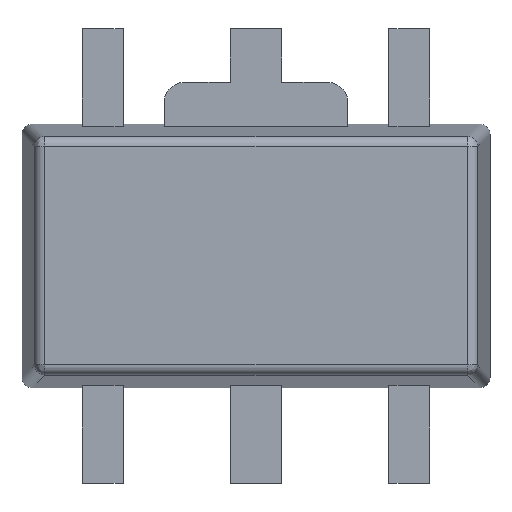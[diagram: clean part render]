
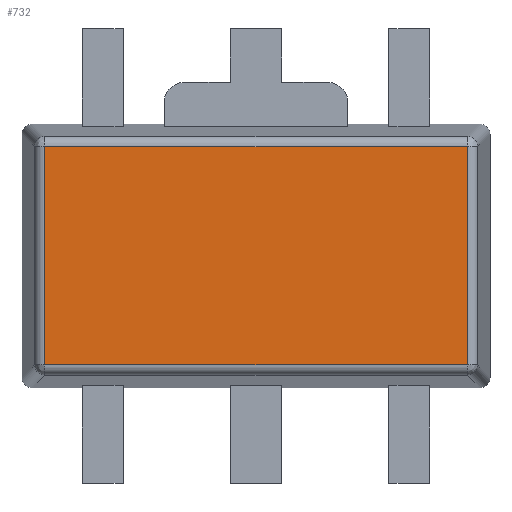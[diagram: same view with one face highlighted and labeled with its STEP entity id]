
A CAD part, top view. The second image highlights one B-rep face of the part: STEP entity #732.
In plain terms, the highlighted planar face has unit normal (0, 0, 1).
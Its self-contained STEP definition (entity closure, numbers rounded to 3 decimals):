
#732=ADVANCED_FACE('',(#1488),#1490,.T.);
#1488=FACE_BOUND('',#1489,.T.);
#1489=EDGE_LOOP('',(#2197,#2198,#2199,#2200));
#1490=PLANE('',#1491);
#1491=AXIS2_PLACEMENT_3D('',#1492,#1493,#1494);
#1492=CARTESIAN_POINT('',(0.,0.,1.6));
#1493=DIRECTION('',(0.,0.,1.));
#1494=DIRECTION('',(1.,0.,0.));
#2197=ORIENTED_EDGE('',*,*,#2525,.T.);
#2198=ORIENTED_EDGE('',*,*,#2526,.T.);
#2199=ORIENTED_EDGE('',*,*,#2527,.T.);
#2200=ORIENTED_EDGE('',*,*,#2528,.T.);
#2525=EDGE_CURVE('',#2921,#2922,#2923,.T.);
#2526=EDGE_CURVE('',#2922,#2924,#2925,.T.);
#2527=EDGE_CURVE('',#2924,#2926,#2927,.T.);
#2528=EDGE_CURVE('',#2926,#2921,#2928,.T.);
#2921=VERTEX_POINT('',#3793);
#2922=VERTEX_POINT('',#3794);
#2923=LINE('',#3795,#3796);
#2924=VERTEX_POINT('',#3798);
#2925=LINE('',#3799,#3800);
#2926=VERTEX_POINT('',#3802);
#2927=LINE('',#3803,#3804);
#2928=LINE('',#3806,#3807);
#3793=CARTESIAN_POINT('',(3.568,2.868,1.6));
#3794=CARTESIAN_POINT('',(-0.568,2.868,1.6));
#3795=CARTESIAN_POINT('',(3.568,2.868,1.6));
#3796=VECTOR('',#3797,1.);
#3797=DIRECTION('',(-1.,0.,0.));
#3798=CARTESIAN_POINT('',(-0.568,0.732,1.6));
#3799=CARTESIAN_POINT('',(-0.568,2.868,1.6));
#3800=VECTOR('',#3801,1.);
#3801=DIRECTION('',(0.,-1.,0.));
#3802=CARTESIAN_POINT('',(3.568,0.732,1.6));
#3803=CARTESIAN_POINT('',(-0.568,0.732,1.6));
#3804=VECTOR('',#3805,1.);
#3805=DIRECTION('',(1.,0.,0.));
#3806=CARTESIAN_POINT('',(3.568,0.732,1.6));
#3807=VECTOR('',#3808,1.);
#3808=DIRECTION('',(0.,1.,0.));
